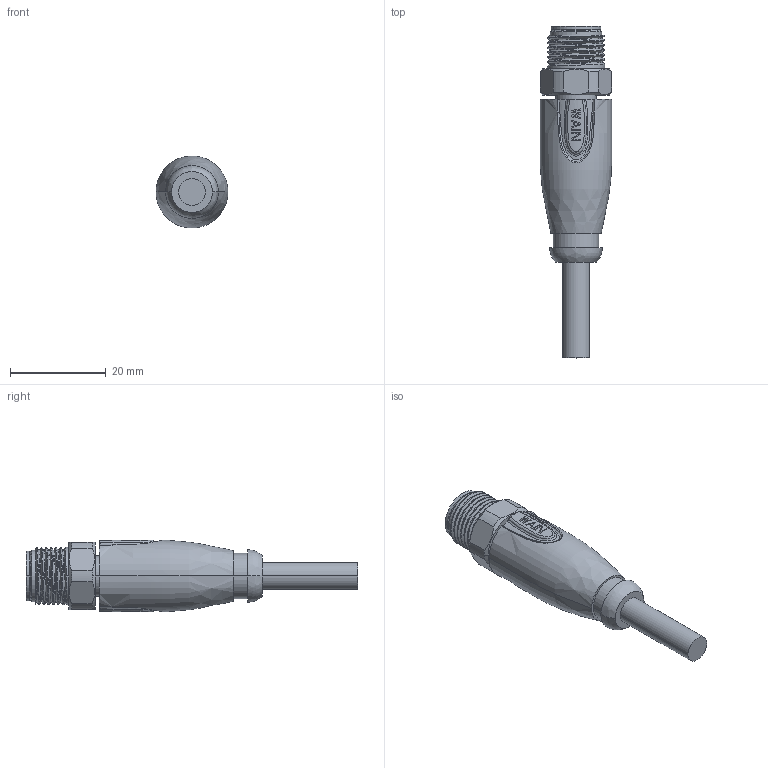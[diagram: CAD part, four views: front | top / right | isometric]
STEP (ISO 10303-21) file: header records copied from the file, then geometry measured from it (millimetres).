
FILE_DESCRIPTION((''),'2;1');
FILE_NAME('111','2017-08-02T',('ch.chen'),(''),'PRO/ENGINEER BY PARAMETRIC TECHNOLOGY CORPORATION, 2012480','PRO/ENGINEER BY PARAMETRIC TECHNOLOGY CORPORATION, 2012480','');
FILE_SCHEMA(('AUTOMOTIVE_DESIGN { 1 0 10303 214 1 1 1 1 }'));
Length unit declared in the file: millimetre
Products named in the file (1): 111
Bounding box: 15 x 69.3 x 15 mm (x, y, z)
Volume: 6630.6 mm3; surface area: 4553.1 mm2
Topology: 1 solids, 6 shells, 335 faces, 786 edges, 497 vertices
Faces by surface type: plane 130, cylinder 107, cone 39, bspline 28, revolution 16, sphere 10, extrusion 4, torus 1
Entity records: 16758 total; most frequent: CARTESIAN_POINT 8402, ORIENTED_EDGE 1544, DIRECTION 1430, EDGE_CURVE 772, AXIS2_PLACEMENT_3D 580, VERTEX_POINT 497, EDGE_LOOP 393, FACE_OUTER_BOUND 335
